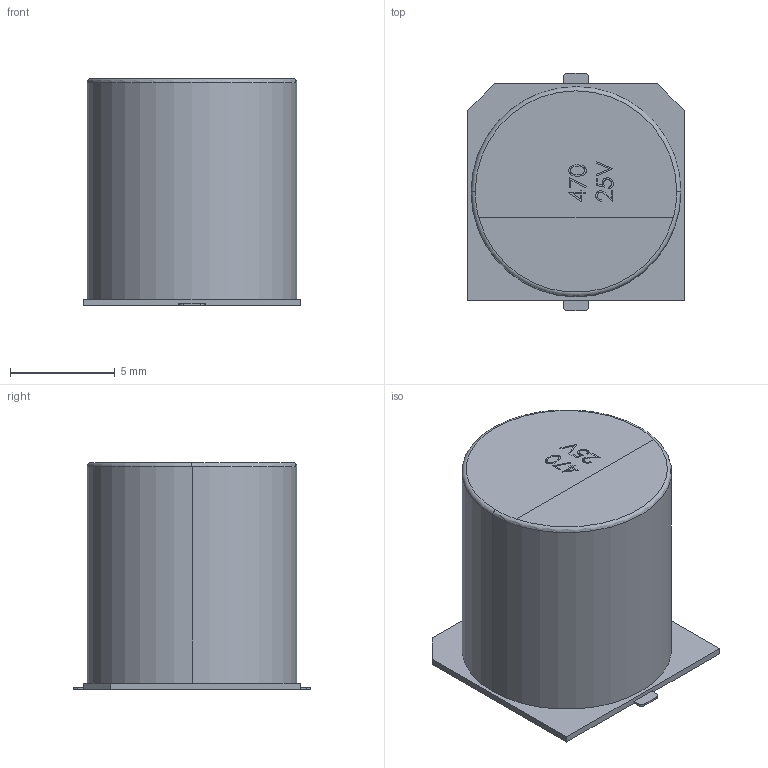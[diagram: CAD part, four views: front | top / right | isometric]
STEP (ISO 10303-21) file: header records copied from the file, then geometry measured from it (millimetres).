
FILE_DESCRIPTION (( 'STEP AP214' ), '1' );
FILE_NAME ('User Library-10x10.5.STEP', '2015-07-28T02:03:28', ( 'Windows User' ), ( '' ), 'SwSTEP 2.0', 'SolidWorks 2015', '' );
FILE_SCHEMA (( 'AUTOMOTIVE_DESIGN' ));
Length unit declared in the file: millimetre
Products named in the file (1): User Library-10x10.5
Bounding box: 10.3 x 11.3 x 10.8 mm (x, y, z)
Volume: 855.8 mm3; surface area: 723.3 mm2
Topology: 4 solids, 4 shells, 110 faces, 278 edges, 184 vertices
Faces by surface type: plane 78, bspline 23, cylinder 7, torus 2
Entity records: 5784 total; most frequent: CARTESIAN_POINT 2284, ORIENTED_EDGE 556, DIRECTION 427, EDGE_CURVE 278, LINE 213, VECTOR 213, VERTEX_POINT 184, EDGE_LOOP 118
